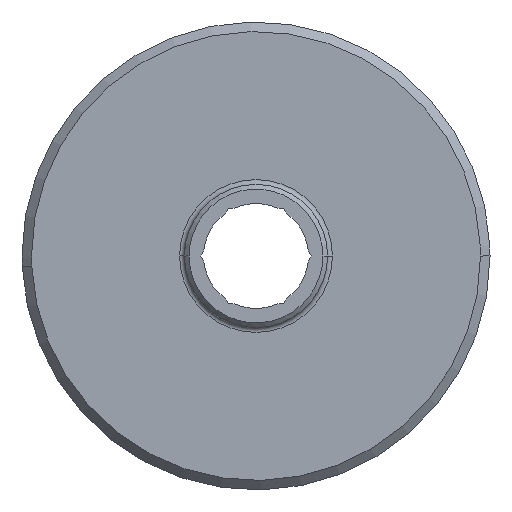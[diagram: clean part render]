
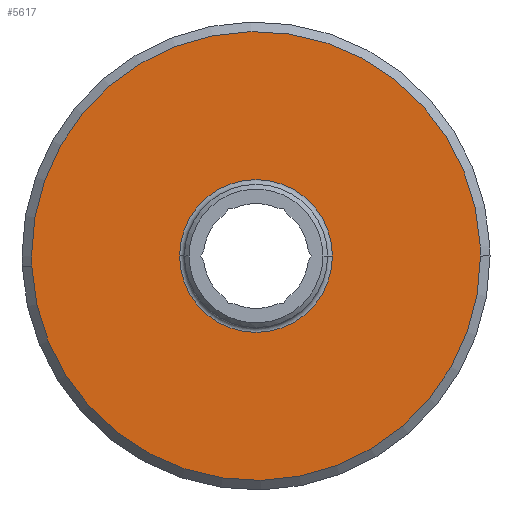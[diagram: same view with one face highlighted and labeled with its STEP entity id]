
A CAD part, front view. The second image highlights one B-rep face of the part: STEP entity #5617.
In plain terms, the highlighted planar face has unit normal (0, -1, 0).
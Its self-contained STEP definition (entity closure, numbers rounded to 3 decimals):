
#5311=CARTESIAN_POINT('Vertex',(1.6,-3.5,0.)) ;
#5314=CARTESIAN_POINT('Axis2P3D Location',(0.,-3.5,0.)) ;
#5318=CARTESIAN_POINT('Vertex',(-1.6,-3.5,0.)) ;
#5343=CARTESIAN_POINT('Axis2P3D Location',(0.,-3.5,0.)) ;
#5574=CARTESIAN_POINT('Axis2P3D Location',(0.,-3.5,0.)) ;
#5579=CARTESIAN_POINT('Axis2P3D Location',(0.,-3.5,0.)) ;
#5583=CARTESIAN_POINT('Vertex',(-4.7,-3.5,0.)) ;
#5585=CARTESIAN_POINT('Vertex',(-4.695,-3.5,-0.209)) ;
#5588=CARTESIAN_POINT('Axis2P3D Location',(0.,-3.5,0.)) ;
#5592=CARTESIAN_POINT('Vertex',(4.7,-3.5,0.)) ;
#5595=CARTESIAN_POINT('Axis2P3D Location',(0.,-3.5,0.)) ;
#5599=CARTESIAN_POINT('Vertex',(4.695,-3.5,0.209)) ;
#5602=CARTESIAN_POINT('Axis2P3D Location',(0.,-3.5,0.)) ;
#5315=DIRECTION('Axis2P3D Direction',(0.,-1.,-0.)) ;
#5344=DIRECTION('Axis2P3D Direction',(-0.,-1.,0.)) ;
#5575=DIRECTION('Axis2P3D Direction',(0.,-1.,0.)) ;
#5576=DIRECTION('Axis2P3D XDirection',(1.,0.,0.)) ;
#5580=DIRECTION('Axis2P3D Direction',(0.,-1.,0.)) ;
#5589=DIRECTION('Axis2P3D Direction',(0.,-1.,0.)) ;
#5596=DIRECTION('Axis2P3D Direction',(0.,-1.,0.)) ;
#5603=DIRECTION('Axis2P3D Direction',(0.,-1.,0.)) ;
#5316=AXIS2_PLACEMENT_3D('Circle Axis2P3D',#5314,#5315,$) ;
#5345=AXIS2_PLACEMENT_3D('Circle Axis2P3D',#5343,#5344,$) ;
#5577=AXIS2_PLACEMENT_3D('Plane Axis2P3D',#5574,#5575,#5576) ;
#5581=AXIS2_PLACEMENT_3D('Circle Axis2P3D',#5579,#5580,$) ;
#5590=AXIS2_PLACEMENT_3D('Circle Axis2P3D',#5588,#5589,$) ;
#5597=AXIS2_PLACEMENT_3D('Circle Axis2P3D',#5595,#5596,$) ;
#5604=AXIS2_PLACEMENT_3D('Circle Axis2P3D',#5602,#5603,$) ;
#5608=ORIENTED_EDGE('',*,*,#5587,.T.) ;
#5609=ORIENTED_EDGE('',*,*,#5594,.T.) ;
#5610=ORIENTED_EDGE('',*,*,#5601,.T.) ;
#5611=ORIENTED_EDGE('',*,*,#5606,.T.) ;
#5614=ORIENTED_EDGE('',*,*,#5347,.T.) ;
#5615=ORIENTED_EDGE('',*,*,#5320,.T.) ;
#5616=FACE_BOUND('',#5613,.T.) ;
#5617=ADVANCED_FACE('PN513B-04M3D',(#5612,#5616),#5578,.T.) ;
#5317=CIRCLE('generated circle',#5316,1.6) ;
#5346=CIRCLE('generated circle',#5345,1.6) ;
#5582=CIRCLE('generated circle',#5581,4.7) ;
#5591=CIRCLE('generated circle',#5590,4.7) ;
#5598=CIRCLE('generated circle',#5597,4.7) ;
#5605=CIRCLE('generated circle',#5604,4.7) ;
#5320=EDGE_CURVE('',#5319,#5312,#5317,.F.) ;
#5347=EDGE_CURVE('',#5312,#5319,#5346,.F.) ;
#5587=EDGE_CURVE('',#5584,#5586,#5582,.T.) ;
#5594=EDGE_CURVE('',#5586,#5593,#5591,.T.) ;
#5601=EDGE_CURVE('',#5593,#5600,#5598,.T.) ;
#5606=EDGE_CURVE('',#5600,#5584,#5605,.T.) ;
#5607=EDGE_LOOP('',(#5608,#5609,#5610,#5611)) ;
#5613=EDGE_LOOP('',(#5614,#5615)) ;
#5612=FACE_OUTER_BOUND('',#5607,.T.) ;
#5578=PLANE('',#5577) ;
#5312=VERTEX_POINT('',#5311) ;
#5319=VERTEX_POINT('',#5318) ;
#5584=VERTEX_POINT('',#5583) ;
#5586=VERTEX_POINT('',#5585) ;
#5593=VERTEX_POINT('',#5592) ;
#5600=VERTEX_POINT('',#5599) ;
